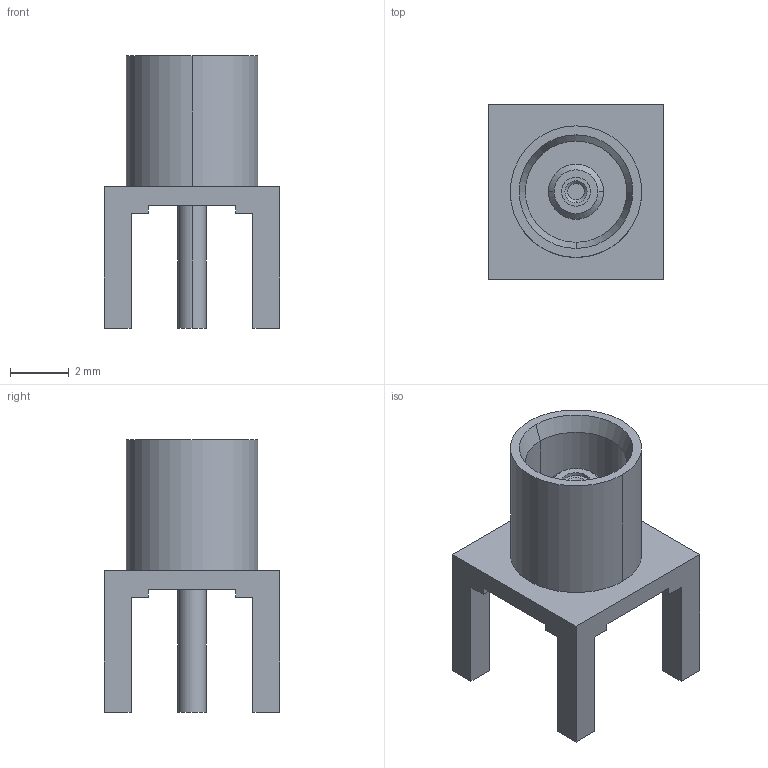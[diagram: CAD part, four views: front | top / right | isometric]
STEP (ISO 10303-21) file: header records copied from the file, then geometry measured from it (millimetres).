
FILE_DESCRIPTION(('STEP AP242'),'1');
FILE_NAME('1330126-1.stp','2020-10-29T11:23:43',('TraceParts'),('TraceParts S.A.'),'Spatial InterOp 3D',' ',' ');
FILE_SCHEMA(('AP242_MANAGED_MODEL_BASED_3D_ENGINEERING_MIM_LF {1 0 10303 442 1 1 4}'));
Length unit declared in the file: millimetre
Products named in the file (1): 1330126-1
Bounding box: 5.99 x 5.99 x 9.32 mm (x, y, z)
Volume: 80.1 mm3; surface area: 289.2 mm2
Topology: 1 solids, 1 shells, 58 faces, 140 edges, 90 vertices
Faces by surface type: plane 36, cylinder 14, cone 8
Entity records: 1693 total; most frequent: DIRECTION 292, CARTESIAN_POINT 289, ORIENTED_EDGE 280, EDGE_CURVE 140, LINE 106, VECTOR 106, AXIS2_PLACEMENT_3D 93, VERTEX_POINT 90
